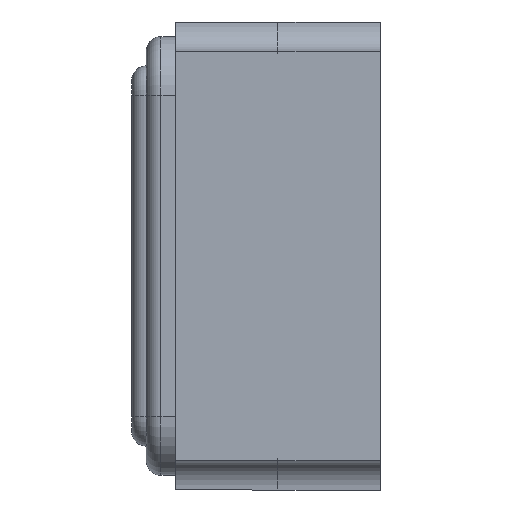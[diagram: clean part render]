
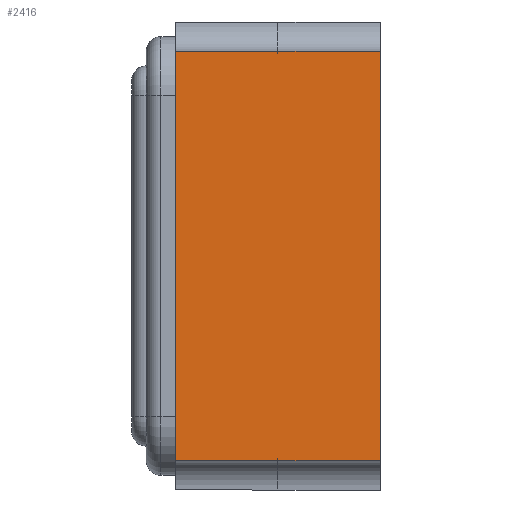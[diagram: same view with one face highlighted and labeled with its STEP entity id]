
A CAD part, left-side view. The second image highlights one B-rep face of the part: STEP entity #2416.
In plain terms, the highlighted planar face has unit normal (-1, 0, 0).
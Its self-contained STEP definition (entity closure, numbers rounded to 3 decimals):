
#14 = DIRECTION ( 'NONE',  ( 0., 0., 1. ) ) ;
#36 = EDGE_CURVE ( 'NONE', #949, #3928, #1670, .T. ) ;
#58 = VERTEX_POINT ( 'NONE', #959 ) ;
#73 = DIRECTION ( 'NONE',  ( 0., 0., -1. ) ) ;
#97 = LINE ( 'NONE', #3512, #4256 ) ;
#113 = EDGE_CURVE ( 'NONE', #711, #58, #97, .T. ) ;
#116 = CARTESIAN_POINT ( 'NONE',  ( -1., 0.7, 0. ) ) ;
#188 = EDGE_CURVE ( 'NONE', #3115, #4146, #1812, .T. ) ;
#575 = CARTESIAN_POINT ( 'NONE',  ( -1., 0., 0.7 ) ) ;
#711 = VERTEX_POINT ( 'NONE', #575 ) ;
#742 = PLANE ( 'NONE',  #1136 ) ;
#841 = ORIENTED_EDGE ( 'NONE', *, *, #1331, .T. ) ;
#949 = VERTEX_POINT ( 'NONE', #4160 ) ;
#959 = CARTESIAN_POINT ( 'NONE',  ( -1., 0., -0.7 ) ) ;
#1083 = DIRECTION ( 'NONE',  ( -1., 0., 0. ) ) ;
#1136 = AXIS2_PLACEMENT_3D ( 'NONE', #2118, #1083, #14 ) ;
#1158 = LINE ( 'NONE', #3218, #1554 ) ;
#1244 = ORIENTED_EDGE ( 'NONE', *, *, #113, .F. ) ;
#1331 = EDGE_CURVE ( 'NONE', #3115, #949, #3179, .T. ) ;
#1420 = CARTESIAN_POINT ( 'NONE',  ( -1., 0.35, 0.7 ) ) ;
#1554 = VECTOR ( 'NONE', #2174, 1000. ) ;
#1670 = LINE ( 'NONE', #3320, #1688 ) ;
#1688 = VECTOR ( 'NONE', #3045, 1000. ) ;
#1812 = LINE ( 'NONE', #3872, #4402 ) ;
#1893 = EDGE_LOOP ( 'NONE', ( #1244, #4121, #2264, #841, #3453, #2602 ) ) ;
#1896 = DIRECTION ( 'NONE',  ( 0., -1., 0. ) ) ;
#1997 = VECTOR ( 'NONE', #3694, 1000. ) ;
#2045 = CARTESIAN_POINT ( 'NONE',  ( -1., 0.35, -0.7 ) ) ;
#2118 = CARTESIAN_POINT ( 'NONE',  ( -1., 0.7, 0. ) ) ;
#2174 = DIRECTION ( 'NONE',  ( 0., -1., 0. ) ) ;
#2192 = EDGE_CURVE ( 'NONE', #4146, #711, #1158, .T. ) ;
#2264 = ORIENTED_EDGE ( 'NONE', *, *, #188, .F. ) ;
#2416 = ADVANCED_FACE ( 'NONE', ( #4117 ), #742, .T. ) ;
#2602 = ORIENTED_EDGE ( 'NONE', *, *, #4413, .T. ) ;
#2839 = CARTESIAN_POINT ( 'NONE',  ( -1., 0.35, -0.7 ) ) ;
#3045 = DIRECTION ( 'NONE',  ( 0., -1., 0. ) ) ;
#3115 = VERTEX_POINT ( 'NONE', #3252 ) ;
#3179 = LINE ( 'NONE', #116, #3720 ) ;
#3218 = CARTESIAN_POINT ( 'NONE',  ( -1., 0.35, 0.7 ) ) ;
#3252 = CARTESIAN_POINT ( 'NONE',  ( -1., 0.7, 0.7 ) ) ;
#3320 = CARTESIAN_POINT ( 'NONE',  ( -1., 0.7, -0.7 ) ) ;
#3366 = LINE ( 'NONE', #2045, #1997 ) ;
#3453 = ORIENTED_EDGE ( 'NONE', *, *, #36, .T. ) ;
#3512 = CARTESIAN_POINT ( 'NONE',  ( -1., 0., 0. ) ) ;
#3694 = DIRECTION ( 'NONE',  ( 0., -1., 0. ) ) ;
#3720 = VECTOR ( 'NONE', #73, 1000. ) ;
#3872 = CARTESIAN_POINT ( 'NONE',  ( -1., 0.7, 0.7 ) ) ;
#3928 = VERTEX_POINT ( 'NONE', #2839 ) ;
#4111 = DIRECTION ( 'NONE',  ( 0., 0., -1. ) ) ;
#4117 = FACE_OUTER_BOUND ( 'NONE', #1893, .T. ) ;
#4121 = ORIENTED_EDGE ( 'NONE', *, *, #2192, .F. ) ;
#4146 = VERTEX_POINT ( 'NONE', #1420 ) ;
#4160 = CARTESIAN_POINT ( 'NONE',  ( -1., 0.7, -0.7 ) ) ;
#4256 = VECTOR ( 'NONE', #4111, 1000. ) ;
#4402 = VECTOR ( 'NONE', #1896, 1000. ) ;
#4413 = EDGE_CURVE ( 'NONE', #3928, #58, #3366, .T. ) ;
